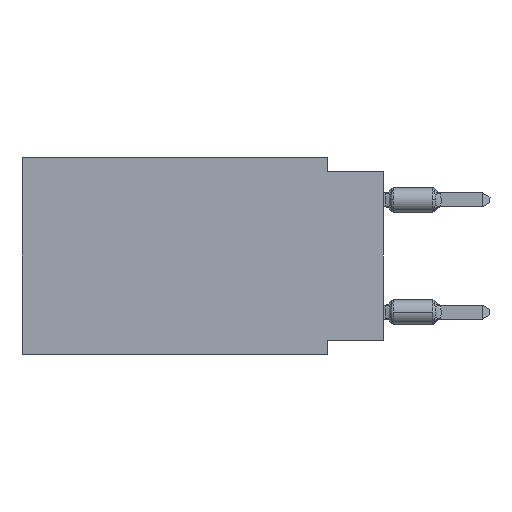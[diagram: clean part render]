
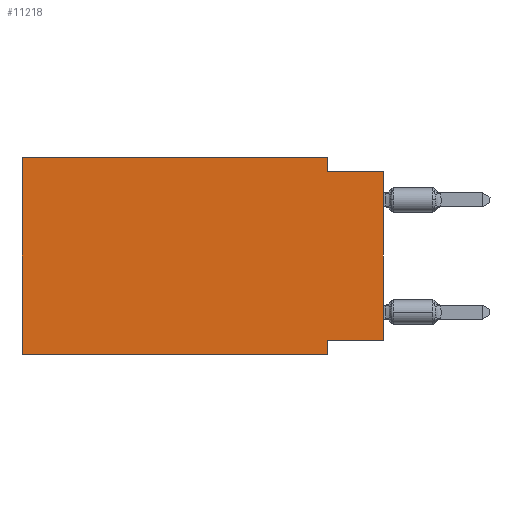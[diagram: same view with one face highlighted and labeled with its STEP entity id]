
A CAD part, left-side view. The second image highlights one B-rep face of the part: STEP entity #11218.
In plain terms, the highlighted planar face has unit normal (-1, 0, 0).
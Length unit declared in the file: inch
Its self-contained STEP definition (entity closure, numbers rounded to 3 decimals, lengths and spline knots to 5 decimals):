
#61 = VERTEX_POINT ( 'NONE', #552 ) ;
#235 = VECTOR ( 'NONE', #9526, 39.37008 ) ;
#552 = CARTESIAN_POINT ( 'NONE',  ( 0., 0.645, -0.35 ) ) ;
#745 = CARTESIAN_POINT ( 'NONE',  ( 0., 0., -0.325 ) ) ;
#1025 = LINE ( 'NONE', #13884, #235 ) ;
#1737 = EDGE_CURVE ( 'NONE', #61, #11913, #8423, .T. ) ;
#1764 = DIRECTION ( 'NONE',  ( 1., 0., 0. ) ) ;
#1845 = VECTOR ( 'NONE', #12748, 39.37008 ) ;
#2176 = VECTOR ( 'NONE', #7308, 39.37008 ) ;
#2577 = VERTEX_POINT ( 'NONE', #10076 ) ;
#2582 = ORIENTED_EDGE ( 'NONE', *, *, #6257, .F. ) ;
#3023 = LINE ( 'NONE', #3936, #1845 ) ;
#3028 = LINE ( 'NONE', #12830, #5548 ) ;
#3067 = CARTESIAN_POINT ( 'NONE',  ( 0., 0.645, -0.35 ) ) ;
#3103 = ORIENTED_EDGE ( 'NONE', *, *, #13728, .F. ) ;
#3382 = AXIS2_PLACEMENT_3D ( 'NONE', #5924, #1764, #8169 ) ;
#3878 = DIRECTION ( 'NONE',  ( 0., -1., 0. ) ) ;
#3936 = CARTESIAN_POINT ( 'NONE',  ( 0., 0.645, 0. ) ) ;
#4071 = LINE ( 'NONE', #745, #9858 ) ;
#4134 = CARTESIAN_POINT ( 'NONE',  ( 0., 0.1, -0.35 ) ) ;
#4162 = ORIENTED_EDGE ( 'NONE', *, *, #13688, .F. ) ;
#4638 = ORIENTED_EDGE ( 'NONE', *, *, #6367, .T. ) ;
#4766 = VECTOR ( 'NONE', #3878, 39.37008 ) ;
#4949 = VERTEX_POINT ( 'NONE', #13918 ) ;
#5216 = DIRECTION ( 'NONE',  ( 0., 0., -1. ) ) ;
#5394 = VERTEX_POINT ( 'NONE', #5819 ) ;
#5548 = VECTOR ( 'NONE', #5216, 39.37008 ) ;
#5819 = CARTESIAN_POINT ( 'NONE',  ( 0., 0.645, 0. ) ) ;
#5849 = EDGE_CURVE ( 'NONE', #2577, #13887, #3028, .T. ) ;
#5896 = VECTOR ( 'NONE', #10404, 39.37008 ) ;
#5924 = CARTESIAN_POINT ( 'NONE',  ( 0., 0.645, 0. ) ) ;
#5941 = CARTESIAN_POINT ( 'NONE',  ( 0., 0., -0.025 ) ) ;
#6131 = PLANE ( 'NONE',  #3382 ) ;
#6194 = EDGE_LOOP ( 'NONE', ( #4638, #4162, #10932, #3103, #9702, #13203, #12173, #2582 ) ) ;
#6257 = EDGE_CURVE ( 'NONE', #4949, #9148, #4071, .T. ) ;
#6367 = EDGE_CURVE ( 'NONE', #4949, #12597, #13955, .T. ) ;
#7018 = CARTESIAN_POINT ( 'NONE',  ( 0., 0.1, -0.35 ) ) ;
#7308 = DIRECTION ( 'NONE',  ( 0., -1., 0. ) ) ;
#8169 = DIRECTION ( 'NONE',  ( 0., 0., -1. ) ) ;
#8423 = LINE ( 'NONE', #3067, #2176 ) ;
#9148 = VERTEX_POINT ( 'NONE', #9948 ) ;
#9426 = LINE ( 'NONE', #7018, #5896 ) ;
#9526 = DIRECTION ( 'NONE',  ( 0., 0., 1. ) ) ;
#9702 = ORIENTED_EDGE ( 'NONE', *, *, #11883, .F. ) ;
#9858 = VECTOR ( 'NONE', #13751, 39.37008 ) ;
#9948 = CARTESIAN_POINT ( 'NONE',  ( 0., 0.1, -0.325 ) ) ;
#10076 = CARTESIAN_POINT ( 'NONE',  ( 0., 0.1, 0. ) ) ;
#10104 = LINE ( 'NONE', #11353, #4766 ) ;
#10404 = DIRECTION ( 'NONE',  ( 0., 0., -1. ) ) ;
#10776 = CARTESIAN_POINT ( 'NONE',  ( 0., 0., 0. ) ) ;
#10932 = ORIENTED_EDGE ( 'NONE', *, *, #5849, .F. ) ;
#11218 = ADVANCED_FACE ( 'NONE', ( #11355 ), #6131, .F. ) ;
#11353 = CARTESIAN_POINT ( 'NONE',  ( 0., 0., -0.025 ) ) ;
#11355 = FACE_OUTER_BOUND ( 'NONE', #6194, .T. ) ;
#11413 = VECTOR ( 'NONE', #11827, 39.37008 ) ;
#11827 = DIRECTION ( 'NONE',  ( 0., 0., 1. ) ) ;
#11883 = EDGE_CURVE ( 'NONE', #61, #5394, #1025, .T. ) ;
#11913 = VERTEX_POINT ( 'NONE', #4134 ) ;
#11980 = CARTESIAN_POINT ( 'NONE',  ( 0., 0.1, -0.025 ) ) ;
#12173 = ORIENTED_EDGE ( 'NONE', *, *, #13282, .F. ) ;
#12597 = VERTEX_POINT ( 'NONE', #5941 ) ;
#12748 = DIRECTION ( 'NONE',  ( 0., -1., 0. ) ) ;
#12830 = CARTESIAN_POINT ( 'NONE',  ( 0., 0.1, 0. ) ) ;
#13203 = ORIENTED_EDGE ( 'NONE', *, *, #1737, .T. ) ;
#13282 = EDGE_CURVE ( 'NONE', #9148, #11913, #9426, .T. ) ;
#13688 = EDGE_CURVE ( 'NONE', #13887, #12597, #10104, .T. ) ;
#13728 = EDGE_CURVE ( 'NONE', #5394, #2577, #3023, .T. ) ;
#13751 = DIRECTION ( 'NONE',  ( 0., 1., 0. ) ) ;
#13884 = CARTESIAN_POINT ( 'NONE',  ( 0., 0.645, 0. ) ) ;
#13887 = VERTEX_POINT ( 'NONE', #11980 ) ;
#13918 = CARTESIAN_POINT ( 'NONE',  ( 0., 0., -0.325 ) ) ;
#13955 = LINE ( 'NONE', #10776, #11413 ) ;
